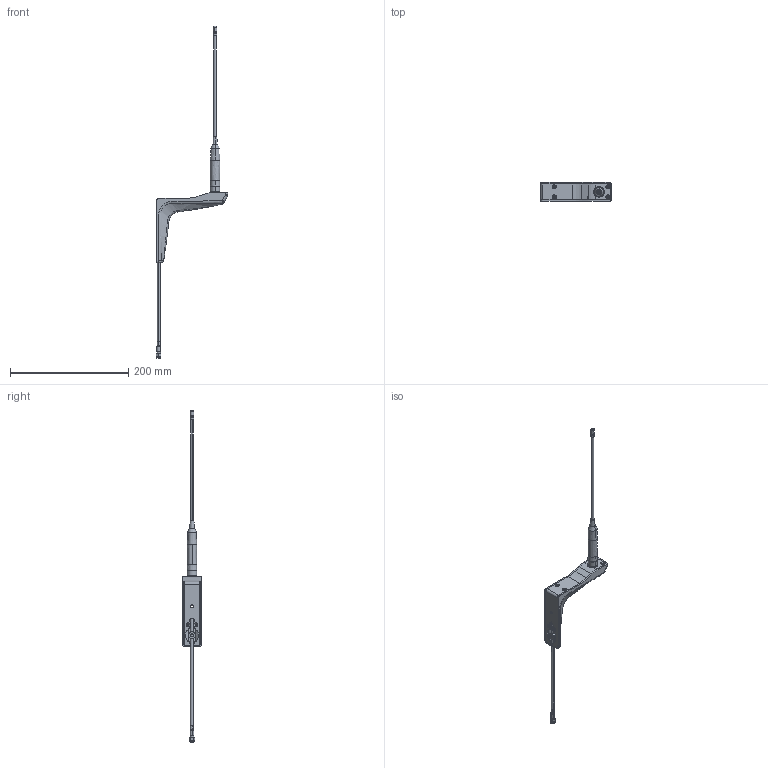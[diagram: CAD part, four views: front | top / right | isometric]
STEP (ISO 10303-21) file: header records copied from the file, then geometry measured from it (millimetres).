
FILE_DESCRIPTION (( 'STEP AP214' ), '1' );
FILE_NAME ('WM.95.A.305111_Web.STEP', '2025-02-04T09:52:37', ( '' ), ( '' ), 'SwSTEP 2.0', 'SolidWorks 2022', '' );
FILE_SCHEMA (( 'AUTOMOTIVE_DESIGN' ));
Length unit declared in the file: millimetre
Products named in the file (1): WM.95.A.305111_Web
Bounding box: 120.9 x 32 x 561.58 mm (x, y, z)
Surface area: 45277.8 mm2 (no closed solid volume)
Topology: 0 solids, 14 shells, 292 faces, 1045 edges, 754 vertices
Faces by surface type: cylinder 117, plane 71, bspline 66, cone 28, torus 10
Entity records: 179623 total; most frequent: CARTESIAN_POINT 168224, ORIENTED_EDGE 1761, DIRECTION 1484, EDGE_CURVE 1045, VERTEX_POINT 754, AXIS2_PLACEMENT_3D 553, LINE 378, VECTOR 378
